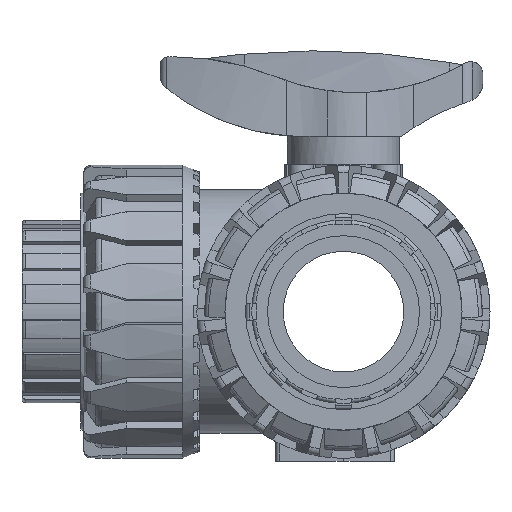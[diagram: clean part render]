
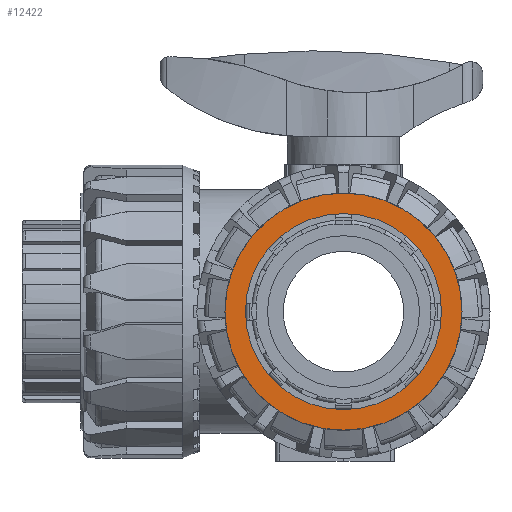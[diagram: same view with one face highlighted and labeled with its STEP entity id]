
A CAD part, front view. The second image highlights one B-rep face of the part: STEP entity #12422.
In plain terms, the highlighted face is planar.
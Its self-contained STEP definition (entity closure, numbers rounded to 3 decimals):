
#2739=PLANE($,#13704);
#2864=FACE_BOUND($,#4057,.T.);
#2865=FACE_BOUND($,#4058,.T.);
#4057=EDGE_LOOP($,(#10754));
#4058=EDGE_LOOP($,(#10755));
#4588=CIRCLE($,#13610,40.65);
#4612=CIRCLE($,#13671,49.15);
#5670=VERTEX_POINT($,#21602);
#5687=VERTEX_POINT($,#21729);
#7365=EDGE_CURVE($,#5670,#5670,#4588,.T.);
#7432=EDGE_CURVE($,#5687,#5687,#4612,.T.);
#10754=ORIENTED_EDGE($,*,*,#7365,.T.);
#10755=ORIENTED_EDGE($,*,*,#7432,.T.);
#12422=ADVANCED_FACE($,(#2864,#2865),#2739,.T.);
#13610=AXIS2_PLACEMENT_3D($,#21603,#16639,#16640);
#13671=AXIS2_PLACEMENT_3D($,#21730,#16789,#16790);
#13704=AXIS2_PLACEMENT_3D($,#21767,#16856,#16857);
#16639=DIRECTION('center_axis',(0.,0.,-1.));
#16640=DIRECTION('ref_axis',(-1.,0.,0.));
#16789=DIRECTION('center_axis',(0.,0.,1.));
#16790=DIRECTION('ref_axis',(1.,0.,0.));
#16856=DIRECTION('center_axis',(0.,0.,1.));
#16857=DIRECTION('ref_axis',(1.,0.,0.));
#21602=CARTESIAN_POINT('',(40.65,0.,49.2));
#21603=CARTESIAN_POINT('Origin',(0.,0.,49.2));
#21729=CARTESIAN_POINT('',(0.,-49.15,49.2));
#21730=CARTESIAN_POINT('Origin',(0.,0.,49.2));
#21767=CARTESIAN_POINT('Origin',(0.,0.,49.2));
